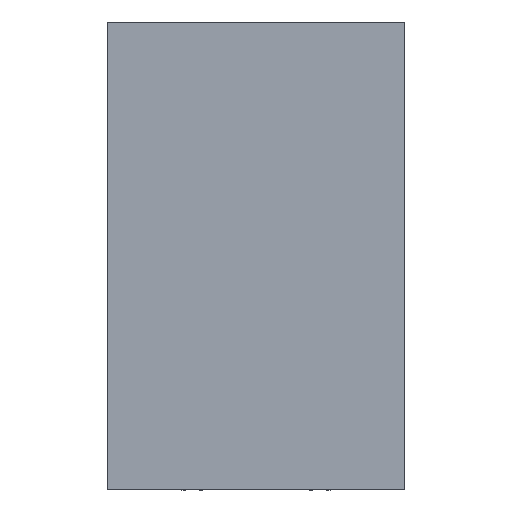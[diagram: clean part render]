
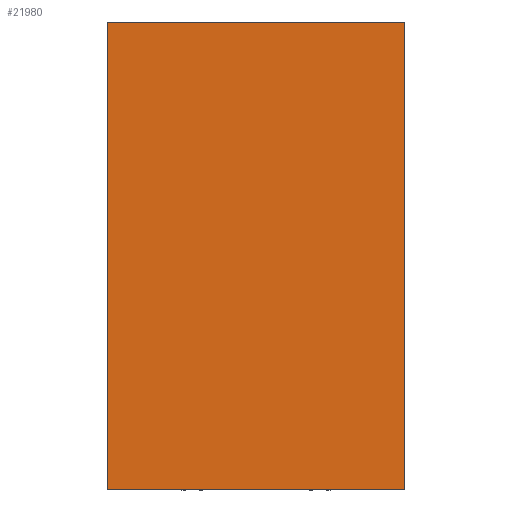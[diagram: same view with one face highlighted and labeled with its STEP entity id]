
A CAD part, top view. The second image highlights one B-rep face of the part: STEP entity #21980.
In plain terms, the highlighted face is planar.
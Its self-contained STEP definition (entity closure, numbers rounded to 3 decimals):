
#18415=DIRECTION('',(0.,0.,1.));
#18416=VECTOR('',#18415,5.5);
#18417=CARTESIAN_POINT('',(-1.75,0.975,-2.75));
#18418=LINE('',#18417,#18416);
#18422=DIRECTION('',(-1.,0.,0.));
#18423=VECTOR('',#18422,3.5);
#18424=CARTESIAN_POINT('',(1.75,0.975,-2.75));
#18425=LINE('',#18424,#18423);
#18429=DIRECTION('',(0.,0.,-1.));
#18430=VECTOR('',#18429,5.5);
#18431=CARTESIAN_POINT('',(1.75,0.975,2.75));
#18432=LINE('',#18431,#18430);
#18436=DIRECTION('',(1.,0.,0.));
#18437=VECTOR('',#18436,3.5);
#18438=CARTESIAN_POINT('',(-1.75,0.975,2.75));
#18439=LINE('',#18438,#18437);
#19499=CARTESIAN_POINT('',(-1.75,0.975,-2.75));
#19500=CARTESIAN_POINT('',(-1.75,0.975,2.75));
#19501=VERTEX_POINT('',#19499);
#19502=VERTEX_POINT('',#19500);
#19503=CARTESIAN_POINT('',(1.75,0.975,2.75));
#19504=VERTEX_POINT('',#19503);
#19505=CARTESIAN_POINT('',(1.75,0.975,-2.75));
#19506=VERTEX_POINT('',#19505);
#21969=CARTESIAN_POINT('',(0.,0.975,0.));
#21970=DIRECTION('',(0.,1.,0.));
#21971=DIRECTION('',(1.,0.,0.));
#21972=AXIS2_PLACEMENT_3D('',#21969,#21970,#21971);
#21973=PLANE('',#21972);
#21974=ORIENTED_EDGE('',*,*,#20605,.F.);
#21975=ORIENTED_EDGE('',*,*,#20712,.F.);
#21976=ORIENTED_EDGE('',*,*,#20990,.F.);
#21977=ORIENTED_EDGE('',*,*,#21838,.F.);
#21978=EDGE_LOOP('',(#21974,#21975,#21976,#21977));
#21979=FACE_OUTER_BOUND('',#21978,.F.);
#20605=EDGE_CURVE('',#19501,#19502,#18418,.T.);
#20712=EDGE_CURVE('',#19506,#19501,#18425,.T.);
#20990=EDGE_CURVE('',#19504,#19506,#18432,.T.);
#21838=EDGE_CURVE('',#19502,#19504,#18439,.T.);
#21980=ADVANCED_FACE('',(#21979),#21973,.T.);
